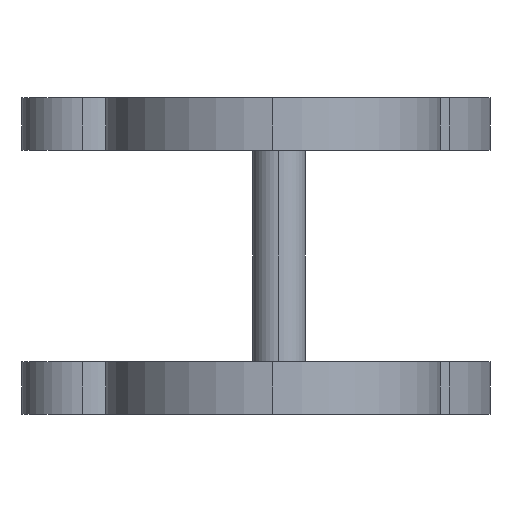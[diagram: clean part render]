
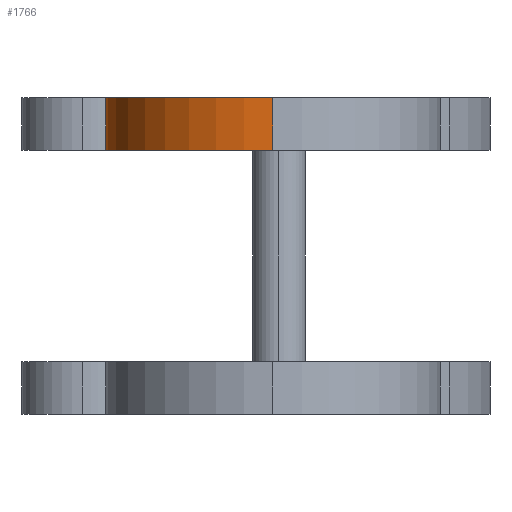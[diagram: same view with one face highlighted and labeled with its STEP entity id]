
A CAD part, left-side view. The second image highlights one B-rep face of the part: STEP entity #1766.
In plain terms, the highlighted cylindrical face has radius 9.5 mm (diameter 19 mm), a partial arc.
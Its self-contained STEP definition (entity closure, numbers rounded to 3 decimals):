
#45 = AXIS2_PLACEMENT_3D ( 'NONE', #2028, #1045, #1550 ) ;
#77 = DIRECTION ( 'NONE',  ( 1., 0., 0. ) ) ;
#78 = FACE_OUTER_BOUND ( 'NONE', #1943, .T. ) ;
#114 = CARTESIAN_POINT ( 'NONE',  ( -21.649, 12.229, 5.154 ) ) ;
#132 = DIRECTION ( 'NONE',  ( 0., 0., -1. ) ) ;
#242 = DIRECTION ( 'NONE',  ( 0., 0., -1. ) ) ;
#340 = LINE ( 'NONE', #114, #642 ) ;
#362 = VECTOR ( 'NONE', #242, 1000. ) ;
#372 = AXIS2_PLACEMENT_3D ( 'NONE', #1535, #1055, #77 ) ;
#385 = CIRCLE ( 'NONE', #1436, 9.5 ) ;
#449 = EDGE_CURVE ( 'NONE', #992, #1228, #1767, .T. ) ;
#495 = EDGE_CURVE ( 'NONE', #1435, #1228, #1328, .T. ) ;
#513 = DIRECTION ( 'NONE',  ( 0., 0., 1. ) ) ;
#565 = CARTESIAN_POINT ( 'NONE',  ( -31.149, 2.729, 5.154 ) ) ;
#621 = CARTESIAN_POINT ( 'NONE',  ( -31.149, 2.729, 5.154 ) ) ;
#642 = VECTOR ( 'NONE', #132, 1000. ) ;
#656 = EDGE_CURVE ( 'NONE', #1890, #992, #340, .T. ) ;
#763 = CARTESIAN_POINT ( 'NONE',  ( -21.649, 12.229, 2.154 ) ) ;
#832 = EDGE_CURVE ( 'NONE', #1890, #1435, #385, .T. ) ;
#838 = CARTESIAN_POINT ( 'NONE',  ( -21.649, 2.729, 5.154 ) ) ;
#992 = VERTEX_POINT ( 'NONE', #763 ) ;
#1045 = DIRECTION ( 'NONE',  ( 0., 0., -1. ) ) ;
#1055 = DIRECTION ( 'NONE',  ( 0., 0., 1. ) ) ;
#1112 = CARTESIAN_POINT ( 'NONE',  ( -21.649, 12.229, 5.154 ) ) ;
#1188 = ORIENTED_EDGE ( 'NONE', *, *, #832, .F. ) ;
#1228 = VERTEX_POINT ( 'NONE', #1413 ) ;
#1230 = ORIENTED_EDGE ( 'NONE', *, *, #656, .T. ) ;
#1328 = LINE ( 'NONE', #565, #362 ) ;
#1330 = CYLINDRICAL_SURFACE ( 'NONE', #45, 9.5 ) ;
#1354 = ORIENTED_EDGE ( 'NONE', *, *, #449, .T. ) ;
#1413 = CARTESIAN_POINT ( 'NONE',  ( -31.149, 2.729, 2.154 ) ) ;
#1435 = VERTEX_POINT ( 'NONE', #621 ) ;
#1436 = AXIS2_PLACEMENT_3D ( 'NONE', #838, #513, #1667 ) ;
#1535 = CARTESIAN_POINT ( 'NONE',  ( -21.649, 2.729, 2.154 ) ) ;
#1548 = ORIENTED_EDGE ( 'NONE', *, *, #495, .F. ) ;
#1550 = DIRECTION ( 'NONE',  ( -1., 0., 0. ) ) ;
#1667 = DIRECTION ( 'NONE',  ( 1., 0., 0. ) ) ;
#1766 = ADVANCED_FACE ( 'NONE', ( #78 ), #1330, .T. ) ;
#1767 = CIRCLE ( 'NONE', #372, 9.5 ) ;
#1890 = VERTEX_POINT ( 'NONE', #1112 ) ;
#1943 = EDGE_LOOP ( 'NONE', ( #1548, #1188, #1230, #1354 ) ) ;
#2028 = CARTESIAN_POINT ( 'NONE',  ( -21.649, 2.729, 5.154 ) ) ;
